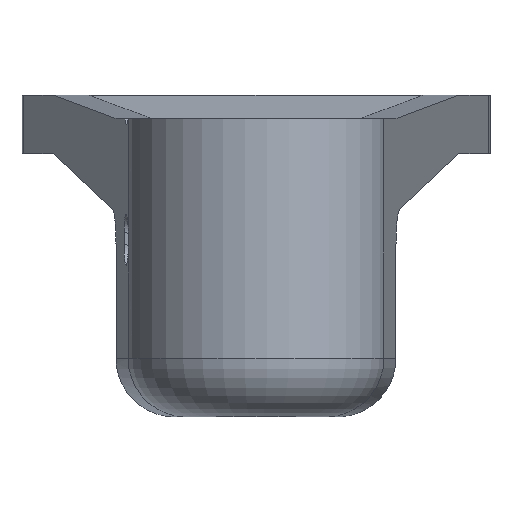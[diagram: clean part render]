
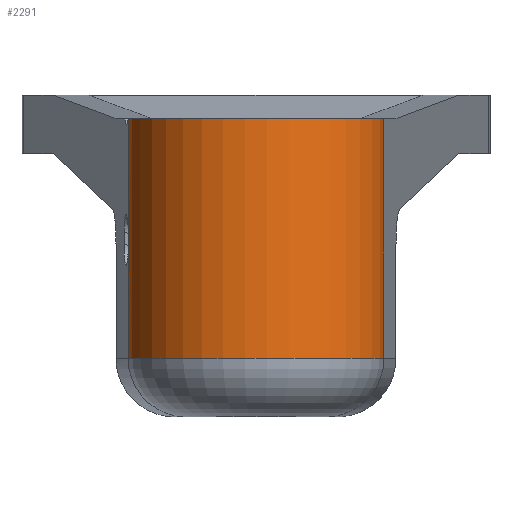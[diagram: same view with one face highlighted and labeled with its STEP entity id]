
A CAD part, front view. The second image highlights one B-rep face of the part: STEP entity #2291.
In plain terms, the highlighted cylindrical face has radius 11 mm (diameter 22 mm), a partial arc.
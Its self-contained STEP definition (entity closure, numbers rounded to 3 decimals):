
#4 = CARTESIAN_POINT ( 'NONE',  ( -10.932, -1.225, -7.9 ) ) ;
#121 = CARTESIAN_POINT ( 'NONE',  ( -10.922, -1.31, -5.979 ) ) ;
#207 = CARTESIAN_POINT ( 'NONE',  ( 0., 0., 3.5 ) ) ;
#228 = EDGE_LOOP ( 'NONE', ( #1507, #2597, #2425, #1677, #1300, #1758, #1701, #1060 ) ) ;
#269 = DIRECTION ( 'NONE',  ( 0., 0., 1. ) ) ;
#329 = VERTEX_POINT ( 'NONE', #1021 ) ;
#442 = B_SPLINE_CURVE_WITH_KNOTS ( 'NONE', 3,
 ( #2735, #2010, #1872, #1840 ),
 .UNSPECIFIED., .F., .F.,
 ( 4, 4 ),
 ( 0., 0. ),
 .UNSPECIFIED. ) ;
#504 = VERTEX_POINT ( 'NONE', #1514 ) ;
#559 = CARTESIAN_POINT ( 'NONE',  ( -10.918, -1.338, -6.447 ) ) ;
#566 = LINE ( 'NONE', #1302, #2285 ) ;
#587 = CARTESIAN_POINT ( 'NONE',  ( -10.923, -1.296, -7.479 ) ) ;
#595 = CARTESIAN_POINT ( 'NONE',  ( -10.918, -1.338, -6.447 ) ) ;
#598 = CARTESIAN_POINT ( 'NONE',  ( -10.918, -1.338, -6.447 ) ) ;
#619 = LINE ( 'NONE', #1879, #2420 ) ;
#624 =( BOUNDED_CURVE ( )  B_SPLINE_CURVE ( 3, ( #587, #1258, #1280, #559 ),
 .UNSPECIFIED., .F., .T. ) 
 B_SPLINE_CURVE_WITH_KNOTS ( ( 4, 4 ),
 ( 1.689, 1.693 ),
 .UNSPECIFIED. ) 
 CURVE ( )  GEOMETRIC_REPRESENTATION_ITEM ( )  RATIONAL_B_SPLINE_CURVE ( ( 1., 1., 1., 1. ) ) 
 REPRESENTATION_ITEM ( '' )  );
#639 = DIRECTION ( 'NONE',  ( 0., 0., -1. ) ) ;
#656 = VERTEX_POINT ( 'NONE', #1592 ) ;
#681 = CARTESIAN_POINT ( 'NONE',  ( 0., 0., 3.5 ) ) ;
#923 = DIRECTION ( 'NONE',  ( 1., 0., 0. ) ) ;
#940 = AXIS2_PLACEMENT_3D ( 'NONE', #681, #639, #1626 ) ;
#947 = FACE_OUTER_BOUND ( 'NONE', #228, .T. ) ;
#971 = EDGE_CURVE ( 'NONE', #1843, #504, #619, .T. ) ;
#1021 = CARTESIAN_POINT ( 'NONE',  ( -10.932, -1.225, 3.5 ) ) ;
#1060 = ORIENTED_EDGE ( 'NONE', *, *, #1550, .F. ) ;
#1121 = LINE ( 'NONE', #2666, #1188 ) ;
#1165 = VERTEX_POINT ( 'NONE', #1795 ) ;
#1188 = VECTOR ( 'NONE', #2909, 1000. ) ;
#1258 = CARTESIAN_POINT ( 'NONE',  ( -10.922, -1.31, -7.135 ) ) ;
#1280 = CARTESIAN_POINT ( 'NONE',  ( -10.92, -1.324, -6.791 ) ) ;
#1300 = ORIENTED_EDGE ( 'NONE', *, *, #1972, .F. ) ;
#1302 = CARTESIAN_POINT ( 'NONE',  ( -10.932, -1.225, 3.5 ) ) ;
#1386 = AXIS2_PLACEMENT_3D ( 'NONE', #2825, #269, #2377 ) ;
#1431 = CARTESIAN_POINT ( 'NONE',  ( -10.923, -1.296, -7.479 ) ) ;
#1507 = ORIENTED_EDGE ( 'NONE', *, *, #2569, .F. ) ;
#1514 = CARTESIAN_POINT ( 'NONE',  ( 10.932, -1.225, -17. ) ) ;
#1545 = DIRECTION ( 'NONE',  ( 0., 0., -1. ) ) ;
#1550 = EDGE_CURVE ( 'NONE', #2785, #2257, #624, .T. ) ;
#1592 = CARTESIAN_POINT ( 'NONE',  ( -10.932, -1.225, -17. ) ) ;
#1626 = DIRECTION ( 'NONE',  ( -1., 0., 0. ) ) ;
#1653 = CIRCLE ( 'NONE', #1386, 11. ) ;
#1657 = EDGE_CURVE ( 'NONE', #2952, #656, #566, .T. ) ;
#1677 = ORIENTED_EDGE ( 'NONE', *, *, #971, .F. ) ;
#1701 = ORIENTED_EDGE ( 'NONE', *, *, #2738, .F. ) ;
#1758 = ORIENTED_EDGE ( 'NONE', *, *, #2096, .T. ) ;
#1783 = AXIS2_PLACEMENT_3D ( 'NONE', #207, #2319, #923 ) ;
#1795 = CARTESIAN_POINT ( 'NONE',  ( -10.932, -1.225, -5.758 ) ) ;
#1840 = CARTESIAN_POINT ( 'NONE',  ( -10.923, -1.296, -7.479 ) ) ;
#1843 = VERTEX_POINT ( 'NONE', #2771 ) ;
#1872 = CARTESIAN_POINT ( 'NONE',  ( -10.924, -1.291, -7.623 ) ) ;
#1879 = CARTESIAN_POINT ( 'NONE',  ( 10.932, -1.225, 3.5 ) ) ;
#1972 = EDGE_CURVE ( 'NONE', #329, #1843, #2899, .T. ) ;
#2010 = CARTESIAN_POINT ( 'NONE',  ( -10.927, -1.267, -7.763 ) ) ;
#2025 = CARTESIAN_POINT ( 'NONE',  ( -10.917, -1.348, -6.211 ) ) ;
#2096 = EDGE_CURVE ( 'NONE', #329, #1165, #1121, .T. ) ;
#2100 = DIRECTION ( 'NONE',  ( 0., 0., -1. ) ) ;
#2257 = VERTEX_POINT ( 'NONE', #598 ) ;
#2285 = VECTOR ( 'NONE', #1545, 1000. ) ;
#2291 = ADVANCED_FACE ( 'NONE', ( #947 ), #2582, .T. ) ;
#2319 = DIRECTION ( 'NONE',  ( 0., 0., 1. ) ) ;
#2377 = DIRECTION ( 'NONE',  ( -1., 0., 0. ) ) ;
#2420 = VECTOR ( 'NONE', #2100, 1000. ) ;
#2425 = ORIENTED_EDGE ( 'NONE', *, *, #2435, .T. ) ;
#2435 = EDGE_CURVE ( 'NONE', #656, #504, #1653, .T. ) ;
#2569 = EDGE_CURVE ( 'NONE', #2952, #2785, #442, .T. ) ;
#2582 = CYLINDRICAL_SURFACE ( 'NONE', #940, 11. ) ;
#2597 = ORIENTED_EDGE ( 'NONE', *, *, #1657, .T. ) ;
#2666 = CARTESIAN_POINT ( 'NONE',  ( -10.932, -1.225, 3.5 ) ) ;
#2735 = CARTESIAN_POINT ( 'NONE',  ( -10.932, -1.225, -7.9 ) ) ;
#2738 = EDGE_CURVE ( 'NONE', #2257, #1165, #2879, .T. ) ;
#2771 = CARTESIAN_POINT ( 'NONE',  ( 10.932, -1.225, 3.5 ) ) ;
#2785 = VERTEX_POINT ( 'NONE', #1431 ) ;
#2825 = CARTESIAN_POINT ( 'NONE',  ( 0., 0., -17. ) ) ;
#2879 = B_SPLINE_CURVE_WITH_KNOTS ( 'NONE', 3,
 ( #595, #2025, #121, #2979 ),
 .UNSPECIFIED., .F., .F.,
 ( 4, 4 ),
 ( 0., 0.001 ),
 .UNSPECIFIED. ) ;
#2899 = CIRCLE ( 'NONE', #1783, 11. ) ;
#2909 = DIRECTION ( 'NONE',  ( 0., 0., -1. ) ) ;
#2952 = VERTEX_POINT ( 'NONE', #4 ) ;
#2979 = CARTESIAN_POINT ( 'NONE',  ( -10.932, -1.225, -5.758 ) ) ;
